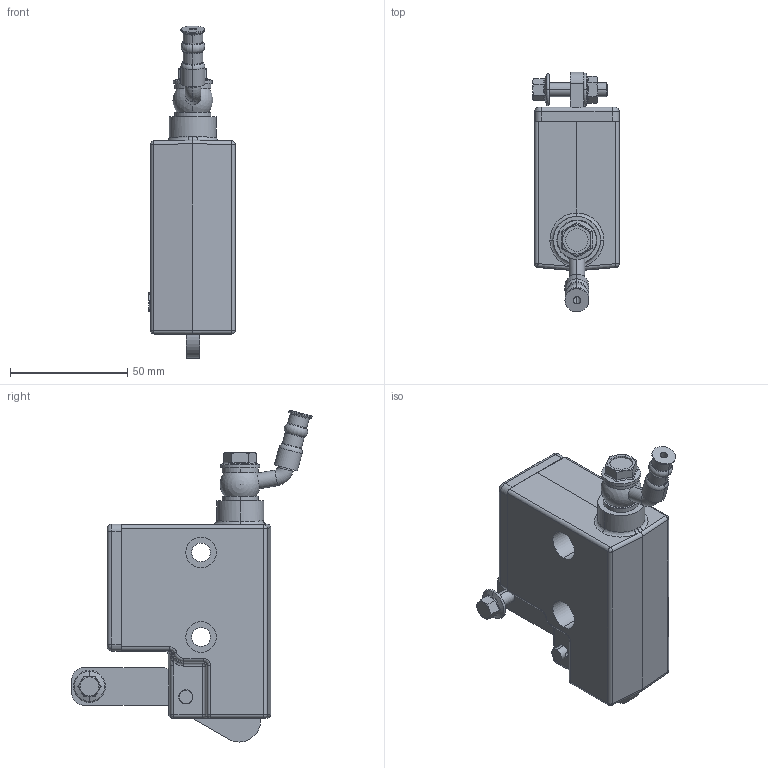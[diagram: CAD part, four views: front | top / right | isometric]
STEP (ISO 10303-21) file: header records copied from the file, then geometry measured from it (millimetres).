
FILE_DESCRIPTION (( 'STEP AP214' ), '1' );
FILE_NAME ('brake master cylinder.STEP', '2024-02-19T06:13:02', ( '' ), ( '' ), 'SwSTEP 2.0', 'SolidWorks 2017', '' );
FILE_SCHEMA (( 'AUTOMOTIVE_DESIGN' ));
Length unit declared in the file: inch
Products named in the file (24): flat head screw_am; hex flange screw_am; banjo washer M10; brake master cylinder; banjo fitting M10; hex flange screw_am_B18.2.3.4M - Hex flange screw, M6 x 1.0 x 25 --25N; brake master cylinder cap; flat head screw_am_B18.6.7M - M4 x 0.7 x 10 Type I Cross Recessed FHMS --10N; banjo bolt M10; brake master cylinder pin; hex flange nut_am_B18.2.2.4M - Hex flange nut, M6 x 1 --N; brake master cylinder lever; hex flange nut_am; banjo fitting M10_Opposite
Assembly tree (13 placements, depth 3):
  flat head screw_am
  hex flange screw_am
  brake master cylinder
  banjo washer M10
  banjo bolt M10
Bounding box: 36.75 x 102.25 x 141.32 mm (x, y, z)
Volume: 136792.8 mm3; surface area: 45946 mm2
Topology: 12 solids, 12 shells, 416 faces, 961 edges, 571 vertices
Faces by surface type: cylinder 146, plane 123, cone 53, bspline 48, torus 34, sphere 12
Entity records: 14413 total; most frequent: CARTESIAN_POINT 5163, ORIENTED_EDGE 1786, DIRECTION 1752, EDGE_CURVE 893, AXIS2_PLACEMENT_3D 706, VERTEX_POINT 535, EDGE_LOOP 430, FACE_OUTER_BOUND 389
